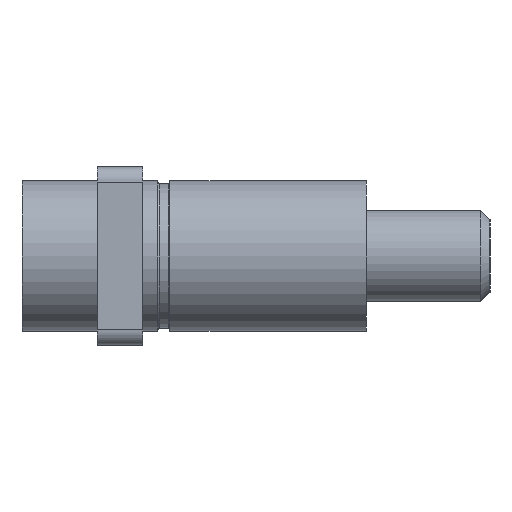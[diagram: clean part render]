
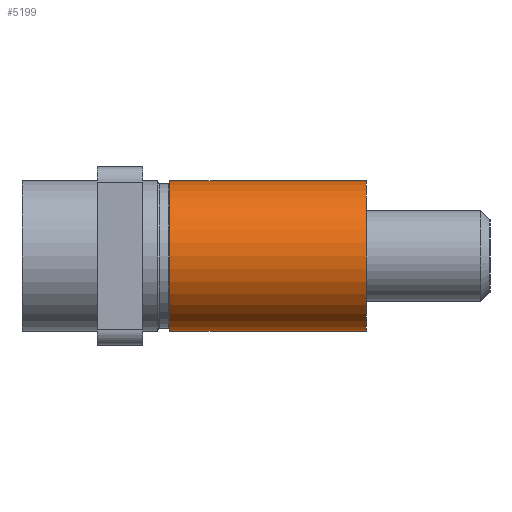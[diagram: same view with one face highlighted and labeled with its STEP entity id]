
A CAD part, left-side view. The second image highlights one B-rep face of the part: STEP entity #5199.
In plain terms, the highlighted cylindrical face has radius 2.5 mm (diameter 5 mm), a partial arc.
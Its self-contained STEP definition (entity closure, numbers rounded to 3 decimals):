
#94 = CIRCLE ( 'NONE', #2946, 2.5 ) ;
#522 = CARTESIAN_POINT ( 'NONE',  ( -22.475, -5.03, 4.325 ) ) ;
#751 = CARTESIAN_POINT ( 'NONE',  ( -22.475, -5.03, 4.325 ) ) ;
#872 = VECTOR ( 'NONE', #1789, 1000. ) ;
#1009 = ORIENTED_EDGE ( 'NONE', *, *, #7703, .T. ) ;
#1441 = EDGE_LOOP ( 'NONE', ( #8331, #4433, #1009, #10836 ) ) ;
#1789 = DIRECTION ( 'NONE',  ( 0., -1., 0. ) ) ;
#2014 = FACE_OUTER_BOUND ( 'NONE', #1441, .T. ) ;
#2469 = VERTEX_POINT ( 'NONE', #522 ) ;
#2580 = EDGE_CURVE ( 'NONE', #2469, #11204, #8835, .T. ) ;
#2919 = DIRECTION ( 'NONE',  ( 0., -1., 0. ) ) ;
#2946 = AXIS2_PLACEMENT_3D ( 'NONE', #9949, #3633, #10984 ) ;
#3059 = CARTESIAN_POINT ( 'NONE',  ( -22.475, 1.47, 4.325 ) ) ;
#3633 = DIRECTION ( 'NONE',  ( 0., -1., 0. ) ) ;
#4066 = VERTEX_POINT ( 'NONE', #3059 ) ;
#4183 = DIRECTION ( 'NONE',  ( 0., -1., 0. ) ) ;
#4433 = ORIENTED_EDGE ( 'NONE', *, *, #13426, .T. ) ;
#5199 = ADVANCED_FACE ( 'NONE', ( #2014 ), #11576, .T. ) ;
#6075 = CARTESIAN_POINT ( 'NONE',  ( -22.475, -5.03, 1.825 ) ) ;
#7038 = CARTESIAN_POINT ( 'NONE',  ( -22.475, -5.03, -0.675 ) ) ;
#7113 = DIRECTION ( 'NONE',  ( 0., 0., -1. ) ) ;
#7332 = CARTESIAN_POINT ( 'NONE',  ( -22.475, -5.03, 1.825 ) ) ;
#7703 = EDGE_CURVE ( 'NONE', #9470, #11204, #9270, .T. ) ;
#8194 = AXIS2_PLACEMENT_3D ( 'NONE', #6075, #13404, #7113 ) ;
#8331 = ORIENTED_EDGE ( 'NONE', *, *, #10545, .F. ) ;
#8432 = DIRECTION ( 'NONE',  ( 0., 0., -1. ) ) ;
#8835 = CIRCLE ( 'NONE', #8194, 2.5 ) ;
#9049 = VECTOR ( 'NONE', #2919, 1000. ) ;
#9100 = CARTESIAN_POINT ( 'NONE',  ( -22.475, 1.47, -0.675 ) ) ;
#9270 = LINE ( 'NONE', #7038, #872 ) ;
#9470 = VERTEX_POINT ( 'NONE', #9100 ) ;
#9949 = CARTESIAN_POINT ( 'NONE',  ( -22.475, 1.47, 1.825 ) ) ;
#10487 = CARTESIAN_POINT ( 'NONE',  ( -22.475, -5.03, -0.675 ) ) ;
#10545 = EDGE_CURVE ( 'NONE', #4066, #2469, #11843, .T. ) ;
#10836 = ORIENTED_EDGE ( 'NONE', *, *, #2580, .F. ) ;
#10984 = DIRECTION ( 'NONE',  ( 0., 0., -1. ) ) ;
#11204 = VERTEX_POINT ( 'NONE', #10487 ) ;
#11576 = CYLINDRICAL_SURFACE ( 'NONE', #12855, 2.5 ) ;
#11843 = LINE ( 'NONE', #751, #9049 ) ;
#12855 = AXIS2_PLACEMENT_3D ( 'NONE', #7332, #4183, #8432 ) ;
#13404 = DIRECTION ( 'NONE',  ( 0., -1., 0. ) ) ;
#13426 = EDGE_CURVE ( 'NONE', #4066, #9470, #94, .T. ) ;
